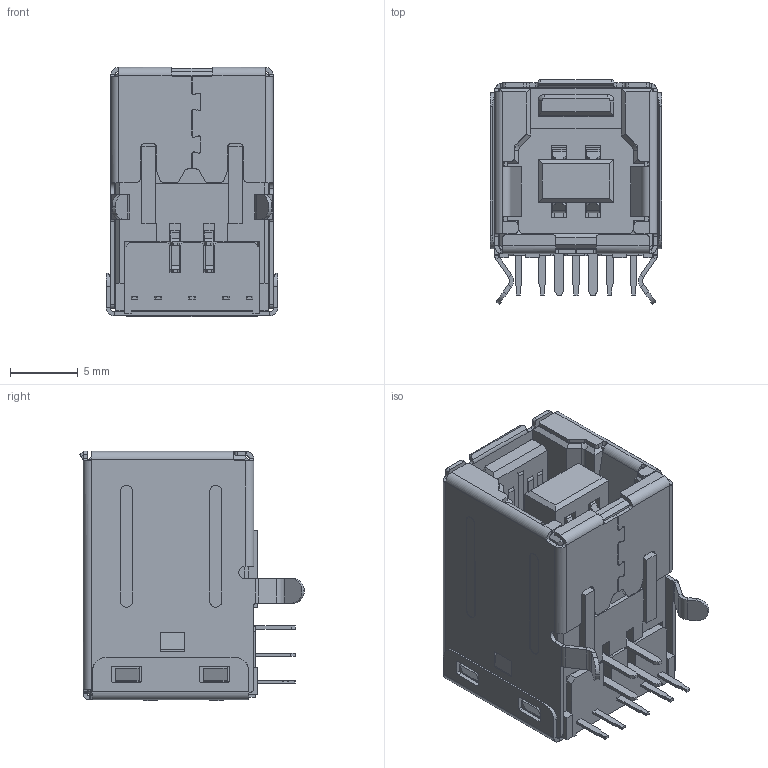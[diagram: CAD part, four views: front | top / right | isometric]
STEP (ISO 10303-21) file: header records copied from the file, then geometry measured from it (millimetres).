
FILE_DESCRIPTION (( 'STEP AP214' ), '1' );
FILE_NAME ('24-02540---Customer-P(028)A121.STEP', '2020-03-11T19:33:58', ( '' ), ( '' ), 'SwSTEP 2.0', 'SolidWorks 2018', '' );
FILE_SCHEMA (( 'AUTOMOTIVE_DESIGN' ));
Length unit declared in the file: millimetre
Products named in the file (1): 24-02540---Customer-P(028)A121
Bounding box: 12.68 x 16.57 x 18.4 mm (x, y, z)
Volume: 1474.4 mm3; surface area: 4966.2 mm2
Topology: 1 solids, 9 shells, 2130 faces, 5921 edges, 3729 vertices
Faces by surface type: plane 1545, cylinder 505, bspline 64, cone 12, sphere 4
Entity records: 85358 total; most frequent: CARTESIAN_POINT 14881, ORIENTED_EDGE 11838, DIRECTION 10771, EDGE_CURVE 5919, LINE 4553, VECTOR 4553, VERTEX_POINT 3729, AXIS2_PLACEMENT_3D 3109
